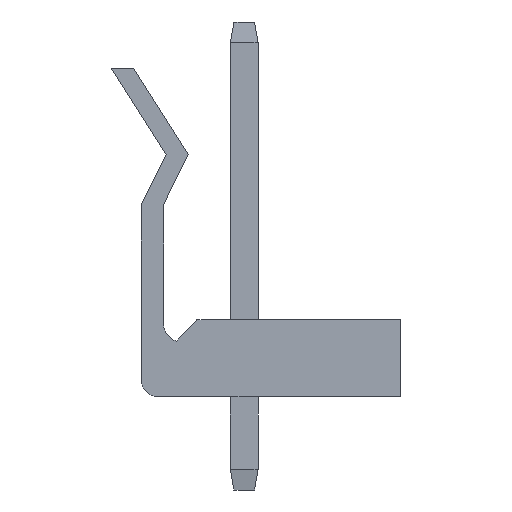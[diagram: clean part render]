
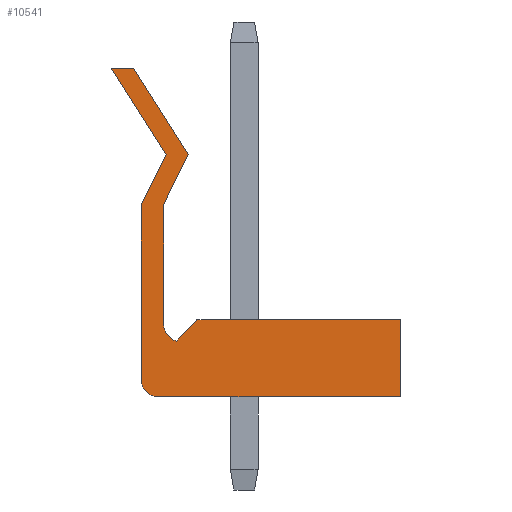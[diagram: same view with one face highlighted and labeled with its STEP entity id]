
A CAD part, left-side view. The second image highlights one B-rep face of the part: STEP entity #10541.
In plain terms, the highlighted planar face has unit normal (-1, 0, 0).
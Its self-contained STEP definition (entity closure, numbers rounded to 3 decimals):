
#352=CIRCLE('',#11033,0.635);
#353=CIRCLE('',#11034,0.635);
#739=ORIENTED_EDGE('',*,*,#2721,.T.);
#740=ORIENTED_EDGE('',*,*,#2722,.T.);
#741=ORIENTED_EDGE('',*,*,#2650,.T.);
#742=ORIENTED_EDGE('',*,*,#2723,.T.);
#743=ORIENTED_EDGE('',*,*,#2708,.T.);
#744=ORIENTED_EDGE('',*,*,#2724,.T.);
#745=ORIENTED_EDGE('',*,*,#2725,.T.);
#746=ORIENTED_EDGE('',*,*,#2726,.T.);
#747=ORIENTED_EDGE('',*,*,#2727,.T.);
#748=ORIENTED_EDGE('',*,*,#2728,.T.);
#749=ORIENTED_EDGE('',*,*,#2729,.T.);
#750=ORIENTED_EDGE('',*,*,#2730,.T.);
#751=ORIENTED_EDGE('',*,*,#2731,.T.);
#2650=EDGE_CURVE('',#3664,#3665,#4384,.T.);
#2708=EDGE_CURVE('',#3723,#3722,#4442,.T.);
#2721=EDGE_CURVE('',#3733,#3734,#4453,.T.);
#2722=EDGE_CURVE('',#3734,#3664,#352,.T.);
#2723=EDGE_CURVE('',#3665,#3723,#4454,.T.);
#2724=EDGE_CURVE('',#3722,#3735,#4455,.T.);
#2725=EDGE_CURVE('',#3735,#3736,#353,.F.);
#2726=EDGE_CURVE('',#3736,#3737,#4456,.T.);
#2727=EDGE_CURVE('',#3737,#3738,#4457,.T.);
#2728=EDGE_CURVE('',#3738,#3739,#4458,.T.);
#2729=EDGE_CURVE('',#3739,#3740,#4459,.T.);
#2730=EDGE_CURVE('',#3740,#3741,#4460,.T.);
#2731=EDGE_CURVE('',#3741,#3733,#4461,.T.);
#3664=VERTEX_POINT('',#13420);
#3665=VERTEX_POINT('',#13421);
#3722=VERTEX_POINT('',#13536);
#3723=VERTEX_POINT('',#13538);
#3733=VERTEX_POINT('',#13563);
#3734=VERTEX_POINT('',#13564);
#3735=VERTEX_POINT('',#13568);
#3736=VERTEX_POINT('',#13570);
#3737=VERTEX_POINT('',#13572);
#3738=VERTEX_POINT('',#13574);
#3739=VERTEX_POINT('',#13576);
#3740=VERTEX_POINT('',#13578);
#3741=VERTEX_POINT('',#13580);
#4384=LINE('',#13419,#5172);
#4442=LINE('',#13537,#5230);
#4453=LINE('',#13562,#5241);
#4454=LINE('',#13566,#5242);
#4455=LINE('',#13567,#5243);
#4456=LINE('',#13571,#5244);
#4457=LINE('',#13573,#5245);
#4458=LINE('',#13575,#5246);
#4459=LINE('',#13577,#5247);
#4460=LINE('',#13579,#5248);
#4461=LINE('',#13581,#5249);
#5172=VECTOR('',#11694,1000.);
#5230=VECTOR('',#11754,1000.);
#5241=VECTOR('',#11773,1000.);
#5242=VECTOR('',#11776,1000.);
#5243=VECTOR('',#11777,1000.);
#5244=VECTOR('',#11780,1000.);
#5245=VECTOR('',#11781,1000.);
#5246=VECTOR('',#11782,1000.);
#5247=VECTOR('',#11783,1000.);
#5248=VECTOR('',#11784,1000.);
#5249=VECTOR('',#11785,1000.);
#5874=EDGE_LOOP('',(#739,#740,#741,#742,#743,#744,#745,#746,#747,#748,#749,
#750,#751));
#6390=FACE_BOUND('',#5874,.T.);
#6870=PLANE('',#11032);
#10541=ADVANCED_FACE('',(#6390),#6870,.T.);
#11032=AXIS2_PLACEMENT_3D('',#13561,#11771,#11772);
#11033=AXIS2_PLACEMENT_3D('',#13565,#11774,#11775);
#11034=AXIS2_PLACEMENT_3D('',#13569,#11778,#11779);
#11694=DIRECTION('',(0.,-1.,0.));
#11754=DIRECTION('',(0.,1.,0.));
#11771=DIRECTION('',(-1.,0.,0.));
#11772=DIRECTION('',(0.,0.,1.));
#11773=DIRECTION('',(0.,0.,-1.));
#11774=DIRECTION('',(-1.,0.,0.));
#11775=DIRECTION('',(0.,0.,1.));
#11776=DIRECTION('',(0.,0.,1.));
#11777=DIRECTION('',(0.,0.693,-0.721));
#11778=DIRECTION('',(-1.,0.,0.));
#11779=DIRECTION('',(0.,0.,1.));
#11780=DIRECTION('',(0.,0.,1.));
#11781=DIRECTION('',(0.,-0.443,0.896));
#11782=DIRECTION('',(0.,0.536,0.844));
#11783=DIRECTION('',(0.,1.,0.));
#11784=DIRECTION('',(0.,-0.536,-0.844));
#11785=DIRECTION('',(0.,0.443,-0.896));
#13419=CARTESIAN_POINT('',(-23.558,-5.715,0.));
#13420=CARTESIAN_POINT('',(-23.558,3.124,0.));
#13421=CARTESIAN_POINT('',(-23.558,-5.715,0.));
#13536=CARTESIAN_POINT('',(-23.558,1.725,2.819));
#13537=CARTESIAN_POINT('',(-23.558,-5.715,2.819));
#13538=CARTESIAN_POINT('',(-23.558,-5.715,2.819));
#13561=CARTESIAN_POINT('',(-23.558,0.,0.));
#13562=CARTESIAN_POINT('',(-23.558,3.759,0.));
#13563=CARTESIAN_POINT('',(-23.558,3.759,7.01));
#13564=CARTESIAN_POINT('',(-23.558,3.759,0.635));
#13565=CARTESIAN_POINT('',(-23.558,3.124,0.635));
#13566=CARTESIAN_POINT('',(-23.558,-5.715,2.819));
#13567=CARTESIAN_POINT('',(-23.558,1.725,2.819));
#13568=CARTESIAN_POINT('',(-23.558,2.476,2.038));
#13569=CARTESIAN_POINT('',(-23.558,2.311,2.651));
#13570=CARTESIAN_POINT('',(-23.558,2.946,2.651));
#13571=CARTESIAN_POINT('',(-23.558,2.946,2.819));
#13572=CARTESIAN_POINT('',(-23.558,2.946,7.01));
#13573=CARTESIAN_POINT('',(-23.558,2.946,7.01));
#13574=CARTESIAN_POINT('',(-23.558,2.042,8.84));
#13575=CARTESIAN_POINT('',(-23.558,2.042,8.84));
#13576=CARTESIAN_POINT('',(-23.558,4.041,11.989));
#13577=CARTESIAN_POINT('',(-23.558,4.853,11.989));
#13578=CARTESIAN_POINT('',(-23.558,4.853,11.989));
#13579=CARTESIAN_POINT('',(-23.558,2.854,8.84));
#13580=CARTESIAN_POINT('',(-23.558,2.854,8.84));
#13581=CARTESIAN_POINT('',(-23.558,3.759,7.01));
